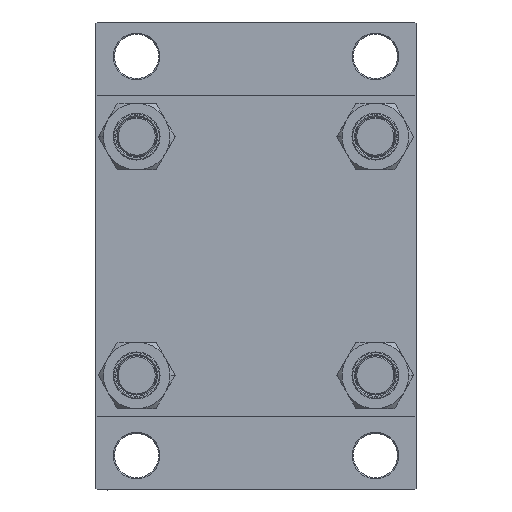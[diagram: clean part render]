
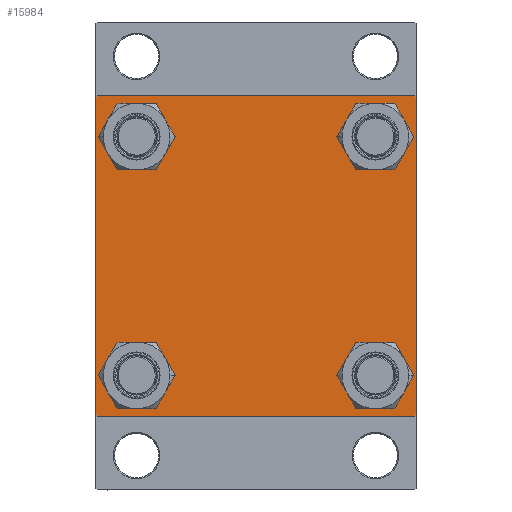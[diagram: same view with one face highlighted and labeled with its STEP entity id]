
A CAD part, left-side view. The second image highlights one B-rep face of the part: STEP entity #15984.
In plain terms, the highlighted planar face has unit normal (-1, 0, 0).
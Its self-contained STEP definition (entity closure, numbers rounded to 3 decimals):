
#888 = DIRECTION ( 'NONE',  ( 0., 0., 1. ) ) ;
#1901 = CIRCLE ( 'NONE', #44422, 8.5 ) ;
#2040 = ORIENTED_EDGE ( 'NONE', *, *, #2745, .F. ) ;
#2537 = AXIS2_PLACEMENT_3D ( 'NONE', #18356, #38037, #7063 ) ;
#2745 = EDGE_CURVE ( 'NONE', #45985, #31564, #43893, .T. ) ;
#2939 = ORIENTED_EDGE ( 'NONE', *, *, #15017, .T. ) ;
#3868 = LINE ( 'NONE', #31221, #49352 ) ;
#3957 = DIRECTION ( 'NONE',  ( 0., 0., 1. ) ) ;
#4848 = VECTOR ( 'NONE', #31387, 1000. ) ;
#5218 = ORIENTED_EDGE ( 'NONE', *, *, #19872, .T. ) ;
#5774 = DIRECTION ( 'NONE',  ( 1., 0., 0. ) ) ;
#6133 = CARTESIAN_POINT ( 'NONE',  ( 0., -65., 64.5 ) ) ;
#7063 = DIRECTION ( 'NONE',  ( 0., 0., 1. ) ) ;
#7224 = FACE_BOUND ( 'NONE', #21088, .T. ) ;
#7685 = CARTESIAN_POINT ( 'NONE',  ( 0., -64.5, -65. ) ) ;
#7978 = PLANE ( 'NONE',  #17941 ) ;
#8016 = DIRECTION ( 'NONE',  ( 1., 0., 0. ) ) ;
#8065 = VERTEX_POINT ( 'NONE', #9891 ) ;
#8102 = ORIENTED_EDGE ( 'NONE', *, *, #33513, .T. ) ;
#8161 = DIRECTION ( 'NONE',  ( 1., 0., 0. ) ) ;
#8488 = LINE ( 'NONE', #44067, #8789 ) ;
#8727 = CIRCLE ( 'NONE', #15286, 8.5 ) ;
#8789 = VECTOR ( 'NONE', #39210, 1000. ) ;
#9022 = EDGE_CURVE ( 'NONE', #12334, #45333, #32499, .T. ) ;
#9891 = CARTESIAN_POINT ( 'NONE',  ( 0., 65., 64.5 ) ) ;
#10138 = CARTESIAN_POINT ( 'NONE',  ( 0., 64.5, -65. ) ) ;
#10189 = DIRECTION ( 'NONE',  ( 0., 0., 1. ) ) ;
#10537 = ORIENTED_EDGE ( 'NONE', *, *, #29205, .T. ) ;
#10798 = CARTESIAN_POINT ( 'NONE',  ( 0., 0., 0. ) ) ;
#11243 = LINE ( 'NONE', #50147, #31646 ) ;
#11396 = CARTESIAN_POINT ( 'NONE',  ( 0., 65., -65. ) ) ;
#11521 = DIRECTION ( 'NONE',  ( 0., 0.707, -0.707 ) ) ;
#11533 = EDGE_CURVE ( 'NONE', #33034, #35497, #8488, .T. ) ;
#11820 = FACE_BOUND ( 'NONE', #17224, .T. ) ;
#11856 = CARTESIAN_POINT ( 'NONE',  ( 0., 48.45, 48.45 ) ) ;
#12290 = ORIENTED_EDGE ( 'NONE', *, *, #9022, .T. ) ;
#12334 = VERTEX_POINT ( 'NONE', #31996 ) ;
#13652 = DIRECTION ( 'NONE',  ( 0., 0., -1. ) ) ;
#14000 = AXIS2_PLACEMENT_3D ( 'NONE', #11856, #8016, #23638 ) ;
#14079 = DIRECTION ( 'NONE',  ( 0., 0.707, 0.707 ) ) ;
#14598 = DIRECTION ( 'NONE',  ( 0., -0.707, 0.707 ) ) ;
#15017 = EDGE_CURVE ( 'NONE', #45985, #35497, #26106, .T. ) ;
#15066 = VERTEX_POINT ( 'NONE', #37869 ) ;
#15286 = AXIS2_PLACEMENT_3D ( 'NONE', #22448, #38559, #22701 ) ;
#15710 = CARTESIAN_POINT ( 'NONE',  ( 0., 65., -64.5 ) ) ;
#15984 = ADVANCED_FACE ( 'NONE', ( #7224, #11820, #31011, #46891, #43048 ), #7978, .T. ) ;
#17224 = EDGE_LOOP ( 'NONE', ( #43764, #12290 ) ) ;
#17401 = CARTESIAN_POINT ( 'NONE',  ( 0., 48.45, -39.95 ) ) ;
#17941 = AXIS2_PLACEMENT_3D ( 'NONE', #10798, #39202, #26419 ) ;
#18096 = CARTESIAN_POINT ( 'NONE',  ( 0., -65., -64.5 ) ) ;
#18356 = CARTESIAN_POINT ( 'NONE',  ( 0., -48.45, 48.45 ) ) ;
#18507 = CARTESIAN_POINT ( 'NONE',  ( 0., 65., 65. ) ) ;
#18888 = DIRECTION ( 'NONE',  ( 1., 0., 0. ) ) ;
#19318 = ORIENTED_EDGE ( 'NONE', *, *, #25427, .T. ) ;
#19872 = EDGE_CURVE ( 'NONE', #49576, #15066, #8727, .T. ) ;
#20837 = CARTESIAN_POINT ( 'NONE',  ( 0., -48.45, -48.45 ) ) ;
#21003 = EDGE_LOOP ( 'NONE', ( #19318, #38311 ) ) ;
#21088 = EDGE_LOOP ( 'NONE', ( #24998, #8102 ) ) ;
#21592 = CARTESIAN_POINT ( 'NONE',  ( 0., 48.45, 56.95 ) ) ;
#21601 = EDGE_CURVE ( 'NONE', #39731, #31564, #11243, .T. ) ;
#22339 = LINE ( 'NONE', #18507, #36055 ) ;
#22448 = CARTESIAN_POINT ( 'NONE',  ( 0., 48.45, 48.45 ) ) ;
#22701 = DIRECTION ( 'NONE',  ( 0., 0., 1. ) ) ;
#22718 = EDGE_CURVE ( 'NONE', #45524, #31933, #30871, .T. ) ;
#23463 = LINE ( 'NONE', #31132, #4848 ) ;
#23638 = DIRECTION ( 'NONE',  ( 0., 0., 1. ) ) ;
#23655 = AXIS2_PLACEMENT_3D ( 'NONE', #43484, #8161, #47566 ) ;
#23796 = CIRCLE ( 'NONE', #14000, 8.5 ) ;
#24998 = ORIENTED_EDGE ( 'NONE', *, *, #32317, .T. ) ;
#25427 = EDGE_CURVE ( 'NONE', #31933, #45524, #37530, .T. ) ;
#25730 = EDGE_CURVE ( 'NONE', #46550, #50225, #23463, .T. ) ;
#25974 = AXIS2_PLACEMENT_3D ( 'NONE', #40823, #5774, #45179 ) ;
#26051 = ORIENTED_EDGE ( 'NONE', *, *, #30919, .T. ) ;
#26106 = LINE ( 'NONE', #33771, #43256 ) ;
#26419 = DIRECTION ( 'NONE',  ( 0., 0., 1. ) ) ;
#26805 = CARTESIAN_POINT ( 'NONE',  ( 0., 48.45, -48.45 ) ) ;
#27985 = DIRECTION ( 'NONE',  ( 1., 0., 0. ) ) ;
#28651 = ORIENTED_EDGE ( 'NONE', *, *, #25730, .T. ) ;
#28715 = CARTESIAN_POINT ( 'NONE',  ( 0., 48.45, -56.95 ) ) ;
#28716 = AXIS2_PLACEMENT_3D ( 'NONE', #47692, #27985, #3957 ) ;
#28895 = EDGE_CURVE ( 'NONE', #15066, #49576, #23796, .T. ) ;
#29205 = EDGE_CURVE ( 'NONE', #8065, #46550, #22339, .T. ) ;
#30078 = AXIS2_PLACEMENT_3D ( 'NONE', #26805, #18888, #10189 ) ;
#30323 = CIRCLE ( 'NONE', #2537, 8.5 ) ;
#30342 = DIRECTION ( 'NONE',  ( 0., -1., 0. ) ) ;
#30871 = CIRCLE ( 'NONE', #30078, 8.5 ) ;
#30919 = EDGE_CURVE ( 'NONE', #50225, #39731, #34422, .T. ) ;
#31011 = FACE_BOUND ( 'NONE', #21003, .T. ) ;
#31132 = CARTESIAN_POINT ( 'NONE',  ( 0., 64.75, -64.75 ) ) ;
#31221 = CARTESIAN_POINT ( 'NONE',  ( 0., 64.75, 64.75 ) ) ;
#31387 = DIRECTION ( 'NONE',  ( 0., -0.707, -0.707 ) ) ;
#31564 = VERTEX_POINT ( 'NONE', #18096 ) ;
#31646 = VECTOR ( 'NONE', #14598, 1000. ) ;
#31933 = VERTEX_POINT ( 'NONE', #17401 ) ;
#31996 = CARTESIAN_POINT ( 'NONE',  ( 0., -48.45, -56.95 ) ) ;
#32317 = EDGE_CURVE ( 'NONE', #37042, #34813, #30323, .T. ) ;
#32499 = CIRCLE ( 'NONE', #25974, 8.5 ) ;
#33034 = VERTEX_POINT ( 'NONE', #38675 ) ;
#33117 = CARTESIAN_POINT ( 'NONE',  ( 0., -48.45, -39.95 ) ) ;
#33513 = EDGE_CURVE ( 'NONE', #34813, #37042, #48331, .T. ) ;
#33771 = CARTESIAN_POINT ( 'NONE',  ( 0., -64.75, 64.75 ) ) ;
#34422 = LINE ( 'NONE', #11396, #49977 ) ;
#34813 = VERTEX_POINT ( 'NONE', #43028 ) ;
#35497 = VERTEX_POINT ( 'NONE', #49451 ) ;
#35934 = DIRECTION ( 'NONE',  ( 1., 0., 0. ) ) ;
#36055 = VECTOR ( 'NONE', #13652, 1000. ) ;
#36758 = CARTESIAN_POINT ( 'NONE',  ( 0., -48.45, 56.95 ) ) ;
#37042 = VERTEX_POINT ( 'NONE', #36758 ) ;
#37530 = CIRCLE ( 'NONE', #23655, 8.5 ) ;
#37749 = ORIENTED_EDGE ( 'NONE', *, *, #21601, .T. ) ;
#37851 = ORIENTED_EDGE ( 'NONE', *, *, #28895, .T. ) ;
#37869 = CARTESIAN_POINT ( 'NONE',  ( 0., 48.45, 39.95 ) ) ;
#38037 = DIRECTION ( 'NONE',  ( 1., 0., 0. ) ) ;
#38311 = ORIENTED_EDGE ( 'NONE', *, *, #22718, .T. ) ;
#38559 = DIRECTION ( 'NONE',  ( 1., 0., 0. ) ) ;
#38675 = CARTESIAN_POINT ( 'NONE',  ( 0., 64.5, 65. ) ) ;
#39202 = DIRECTION ( 'NONE',  ( -1., 0., 0. ) ) ;
#39210 = DIRECTION ( 'NONE',  ( 0., -1., 0. ) ) ;
#39623 = EDGE_CURVE ( 'NONE', #33034, #8065, #3868, .T. ) ;
#39731 = VERTEX_POINT ( 'NONE', #7685 ) ;
#40410 = ORIENTED_EDGE ( 'NONE', *, *, #11533, .F. ) ;
#40823 = CARTESIAN_POINT ( 'NONE',  ( 0., -48.45, -48.45 ) ) ;
#41970 = EDGE_LOOP ( 'NONE', ( #5218, #37851 ) ) ;
#43028 = CARTESIAN_POINT ( 'NONE',  ( 0., -48.45, 39.95 ) ) ;
#43048 = FACE_OUTER_BOUND ( 'NONE', #49885, .T. ) ;
#43256 = VECTOR ( 'NONE', #14079, 1000. ) ;
#43484 = CARTESIAN_POINT ( 'NONE',  ( 0., 48.45, -48.45 ) ) ;
#43764 = ORIENTED_EDGE ( 'NONE', *, *, #49468, .T. ) ;
#43893 = LINE ( 'NONE', #44145, #45341 ) ;
#44067 = CARTESIAN_POINT ( 'NONE',  ( 0., 65., 65. ) ) ;
#44145 = CARTESIAN_POINT ( 'NONE',  ( 0., -65., 65. ) ) ;
#44422 = AXIS2_PLACEMENT_3D ( 'NONE', #20837, #35934, #888 ) ;
#45179 = DIRECTION ( 'NONE',  ( 0., 0., 1. ) ) ;
#45333 = VERTEX_POINT ( 'NONE', #33117 ) ;
#45341 = VECTOR ( 'NONE', #47731, 1000. ) ;
#45524 = VERTEX_POINT ( 'NONE', #28715 ) ;
#45985 = VERTEX_POINT ( 'NONE', #6133 ) ;
#46550 = VERTEX_POINT ( 'NONE', #15710 ) ;
#46891 = FACE_BOUND ( 'NONE', #41970, .T. ) ;
#47566 = DIRECTION ( 'NONE',  ( 0., 0., 1. ) ) ;
#47692 = CARTESIAN_POINT ( 'NONE',  ( 0., -48.45, 48.45 ) ) ;
#47731 = DIRECTION ( 'NONE',  ( 0., 0., -1. ) ) ;
#48331 = CIRCLE ( 'NONE', #28716, 8.5 ) ;
#49009 = ORIENTED_EDGE ( 'NONE', *, *, #39623, .T. ) ;
#49352 = VECTOR ( 'NONE', #11521, 1000. ) ;
#49451 = CARTESIAN_POINT ( 'NONE',  ( 0., -64.5, 65. ) ) ;
#49468 = EDGE_CURVE ( 'NONE', #45333, #12334, #1901, .T. ) ;
#49576 = VERTEX_POINT ( 'NONE', #21592 ) ;
#49885 = EDGE_LOOP ( 'NONE', ( #10537, #28651, #26051, #37749, #2040, #2939, #40410, #49009 ) ) ;
#49977 = VECTOR ( 'NONE', #30342, 1000. ) ;
#50147 = CARTESIAN_POINT ( 'NONE',  ( 0., -64.75, -64.75 ) ) ;
#50225 = VERTEX_POINT ( 'NONE', #10138 ) ;
